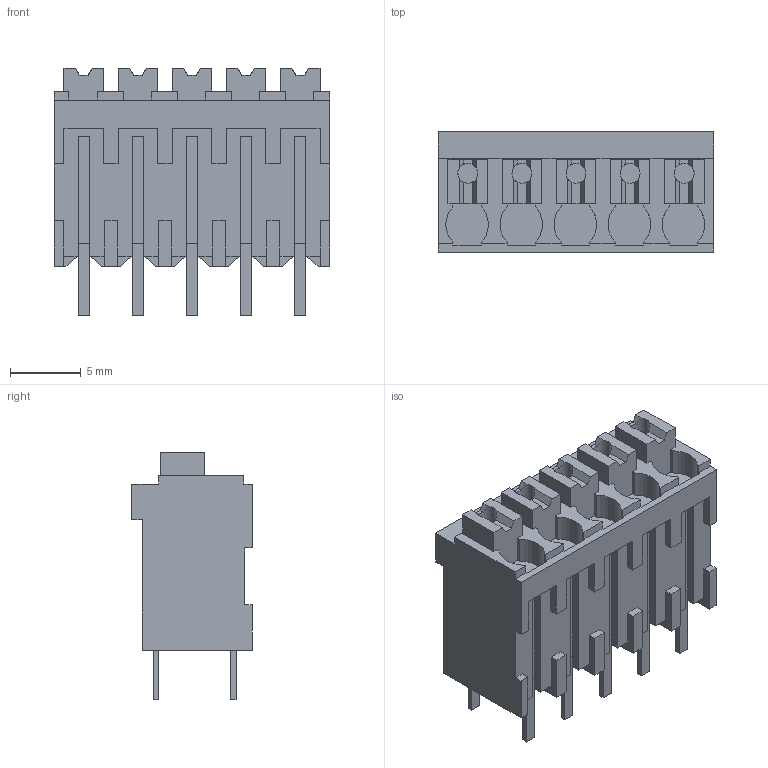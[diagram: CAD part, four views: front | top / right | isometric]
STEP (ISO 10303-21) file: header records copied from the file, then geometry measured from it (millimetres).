
FILE_DESCRIPTION(('CATIA V5 STEP Exchange','CAx-IF Rec.Pracs.--- Model Styling and Organization---1.2---2011-12-15'),'2;1');
FILE_NAME ('D1456840_0_1825820000_1825820000.stp','2018-03-20T07:26:12+00:00',('none'),('Weidmueller'),'CATIA Version 5-6 Release 2014','CATIA V5 STEP AP214','none');
FILE_SCHEMA(('AUTOMOTIVE_DESIGN { 1 0 10303 214 1 1 1 1 }'));
Length unit declared in the file: millimetre
Products named in the file (1): 1825820000
Bounding box: 19.44 x 8.5 x 17.45 mm (x, y, z)
Volume: 1572.9 mm3; surface area: 1814.7 mm2
Topology: 16 solids, 16 shells, 381 faces, 1067 edges, 718 vertices
Faces by surface type: plane 361, cylinder 20
Entity records: 11317 total; most frequent: CARTESIAN_POINT 2204, ORIENTED_EDGE 2134, DIRECTION 1448, EDGE_CURVE 1067, VECTOR 987, LINE 987, VERTEX_POINT 718, ADVANCED_FACE 381
